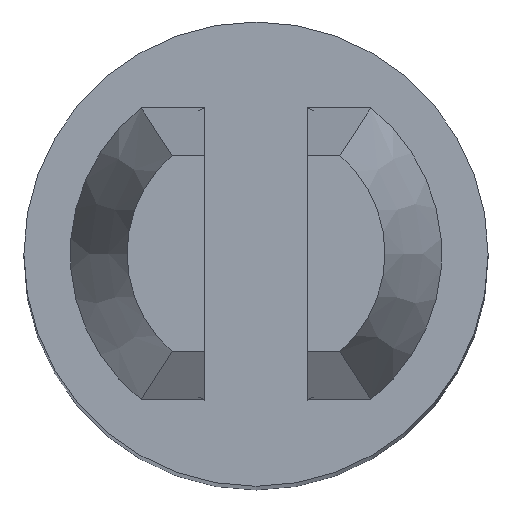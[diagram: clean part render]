
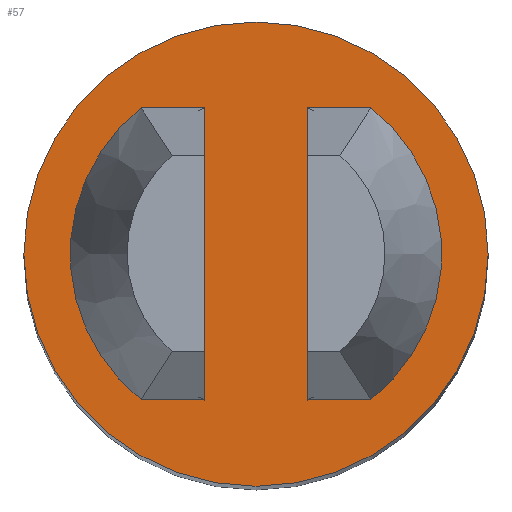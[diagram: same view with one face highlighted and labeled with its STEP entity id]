
A CAD part, top view. The second image highlights one B-rep face of the part: STEP entity #57.
In plain terms, the highlighted planar face has unit normal (0, 0, 1).
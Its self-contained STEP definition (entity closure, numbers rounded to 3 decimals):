
#57 = ADVANCED_FACE( '', ( #128, #129, #130 ), #131, .F. );
#128 = FACE_BOUND( '', #215, .T. );
#129 = FACE_BOUND( '', #216, .T. );
#130 = FACE_OUTER_BOUND( '', #217, .T. );
#131 = PLANE( '', #218 );
#215 = EDGE_LOOP( '', ( #320, #321 ) );
#216 = EDGE_LOOP( '', ( #322, #323 ) );
#217 = EDGE_LOOP( '', ( #324 ) );
#218 = AXIS2_PLACEMENT_3D( '', #325, #326, #327 );
#320 = ORIENTED_EDGE( '', *, *, #506, .T. );
#321 = ORIENTED_EDGE( '', *, *, #510, .T. );
#322 = ORIENTED_EDGE( '', *, *, #511, .T. );
#323 = ORIENTED_EDGE( '', *, *, #496, .F. );
#324 = ORIENTED_EDGE( '', *, *, #512, .F. );
#325 = CARTESIAN_POINT( '', ( -1.5, 0., 10.3 ) );
#326 = DIRECTION( '', ( 0., 0., -1. ) );
#327 = DIRECTION( '', ( -1., 0., 0. ) );
#496 = EDGE_CURVE( '', #578, #580, #581, .T. );
#506 = EDGE_CURVE( '', #597, #595, #598, .T. );
#510 = EDGE_CURVE( '', #595, #597, #603, .T. );
#511 = EDGE_CURVE( '', #578, #580, #604, .T. );
#512 = EDGE_CURVE( '', #605, #605, #606, .T. );
#578 = VERTEX_POINT( '', #697 );
#580 = VERTEX_POINT( '', #700 );
#581 = LINE( '', #701, #702 );
#595 = VERTEX_POINT( '', #721 );
#597 = VERTEX_POINT( '', #724 );
#598 = LINE( '', #725, #726 );
#603 = CIRCLE( '', #733, 1.5 );
#604 = CIRCLE( '', #734, 1.5 );
#605 = VERTEX_POINT( '', #735 );
#606 = CIRCLE( '', #736, 2.25 );
#697 = CARTESIAN_POINT( '', ( -0.5, -1.414, 10.3 ) );
#700 = CARTESIAN_POINT( '', ( -0.5, 1.414, 10.3 ) );
#701 = CARTESIAN_POINT( '', ( -0.5, -2.25, 10.3 ) );
#702 = VECTOR( '', #864, 1000. );
#721 = CARTESIAN_POINT( '', ( 0.5, 1.414, 10.3 ) );
#724 = CARTESIAN_POINT( '', ( 0.5, -1.414, 10.3 ) );
#725 = CARTESIAN_POINT( '', ( 0.5, -2.25, 10.3 ) );
#726 = VECTOR( '', #874, 1000. );
#733 = AXIS2_PLACEMENT_3D( '', #877, #878, #879 );
#734 = AXIS2_PLACEMENT_3D( '', #880, #881, #882 );
#735 = CARTESIAN_POINT( '', ( -2.25, 0., 10.3 ) );
#736 = AXIS2_PLACEMENT_3D( '', #883, #884, #885 );
#864 = DIRECTION( '', ( 0., 1., 0. ) );
#874 = DIRECTION( '', ( 0., 1., 0. ) );
#877 = CARTESIAN_POINT( '', ( 0., 0., 10.3 ) );
#878 = DIRECTION( '', ( 0., 0., -1. ) );
#879 = DIRECTION( '', ( -1., 0., 0. ) );
#880 = CARTESIAN_POINT( '', ( 0., 0., 10.3 ) );
#881 = DIRECTION( '', ( 0., 0., -1. ) );
#882 = DIRECTION( '', ( -1., 0., 0. ) );
#883 = CARTESIAN_POINT( '', ( 0., 0., 10.3 ) );
#884 = DIRECTION( '', ( 0., 0., -1. ) );
#885 = DIRECTION( '', ( -1., 0., 0. ) );
